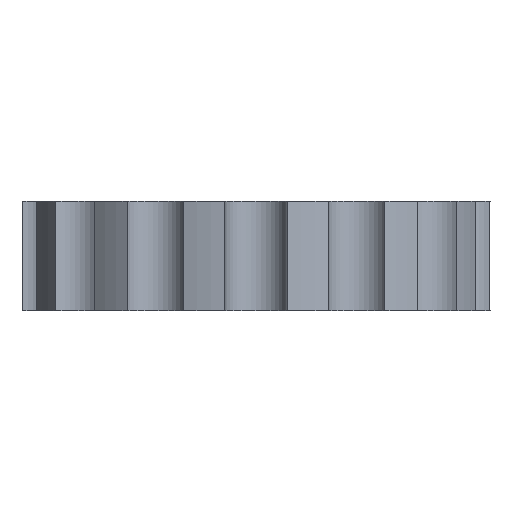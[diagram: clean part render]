
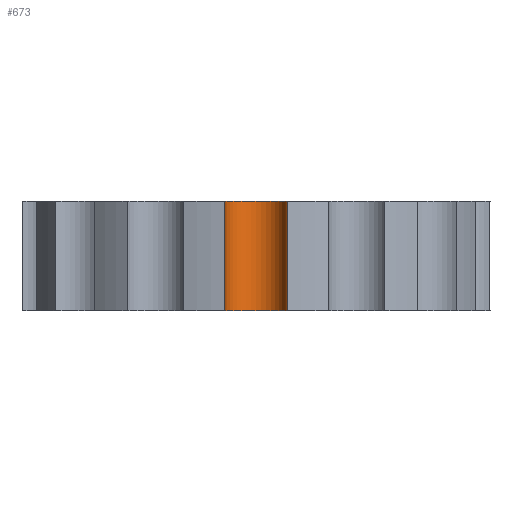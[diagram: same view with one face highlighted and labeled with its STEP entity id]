
A CAD part, front view. The second image highlights one B-rep face of the part: STEP entity #673.
In plain terms, the highlighted cylindrical face has radius 1 mm (diameter 2 mm), a partial arc.
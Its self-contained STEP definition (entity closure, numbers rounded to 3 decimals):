
#28=FACE_OUTER_BOUND('',#66,.T.);
#66=EDGE_LOOP('',(#437,#438,#439,#440));
#108=LINE('',#1076,#155);
#109=LINE('',#1079,#156);
#155=VECTOR('',#834,10.);
#156=VECTOR('',#837,10.);
#202=CIRCLE('',#728,1.);
#203=CIRCLE('',#729,1.);
#262=VERTEX_POINT('',#1072);
#263=VERTEX_POINT('',#1073);
#264=VERTEX_POINT('',#1075);
#265=VERTEX_POINT('',#1077);
#332=EDGE_CURVE('',#262,#263,#202,.T.);
#333=EDGE_CURVE('',#264,#262,#108,.T.);
#334=EDGE_CURVE('',#265,#264,#203,.T.);
#335=EDGE_CURVE('',#263,#265,#109,.T.);
#437=ORIENTED_EDGE('',*,*,#332,.F.);
#438=ORIENTED_EDGE('',*,*,#333,.F.);
#439=ORIENTED_EDGE('',*,*,#334,.F.);
#440=ORIENTED_EDGE('',*,*,#335,.F.);
#644=CYLINDRICAL_SURFACE('',#727,1.);
#673=ADVANCED_FACE('',(#28),#644,.F.);
#727=AXIS2_PLACEMENT_3D('',#1071,#830,#831);
#728=AXIS2_PLACEMENT_3D('',#1074,#832,#833);
#729=AXIS2_PLACEMENT_3D('',#1078,#835,#836);
#830=DIRECTION('center_axis',(0.,0.,-1.));
#831=DIRECTION('ref_axis',(1.,0.,0.));
#832=DIRECTION('center_axis',(0.,0.,1.));
#833=DIRECTION('ref_axis',(1.,0.,0.));
#834=DIRECTION('',(0.,0.,-1.));
#835=DIRECTION('center_axis',(0.,0.,-1.));
#836=DIRECTION('ref_axis',(1.,0.,0.));
#837=DIRECTION('',(0.,0.,1.));
#1071=CARTESIAN_POINT('Origin',(61.767,-5.525,3.5));
#1072=CARTESIAN_POINT('',(62.765,-5.459,0.));
#1073=CARTESIAN_POINT('',(60.769,-5.459,0.));
#1074=CARTESIAN_POINT('Origin',(61.767,-5.525,0.));
#1075=CARTESIAN_POINT('',(62.765,-5.459,3.5));
#1076=CARTESIAN_POINT('',(62.765,-5.459,3.5));
#1077=CARTESIAN_POINT('',(60.769,-5.459,3.5));
#1078=CARTESIAN_POINT('Origin',(61.767,-5.525,3.5));
#1079=CARTESIAN_POINT('',(60.769,-5.459,3.5));
